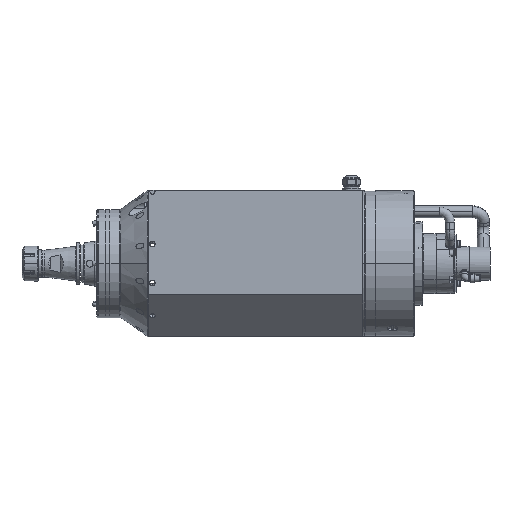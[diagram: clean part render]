
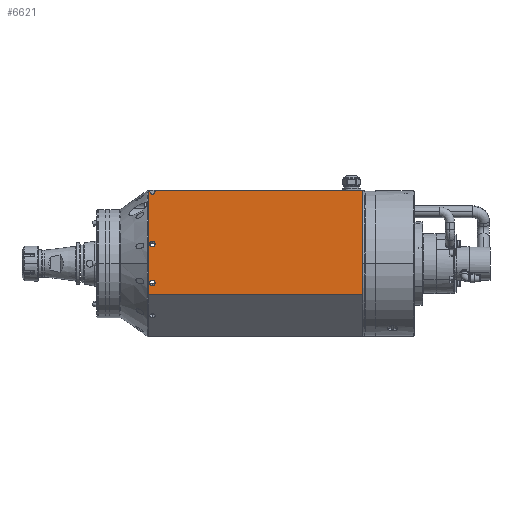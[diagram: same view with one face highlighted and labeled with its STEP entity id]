
A CAD part, top view. The second image highlights one B-rep face of the part: STEP entity #6621.
In plain terms, the highlighted planar face has unit normal (0, 0, 1).
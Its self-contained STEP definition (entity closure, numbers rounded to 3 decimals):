
#2184 = VERTEX_POINT ( 'NONE', #33622 ) ;
#2493 = VECTOR ( 'NONE', #28834, 1000. ) ;
#2786 = LINE ( 'NONE', #31016, #30207 ) ;
#2966 = CARTESIAN_POINT ( 'NONE',  ( -527.985, -45., 105. ) ) ;
#3305 = CARTESIAN_POINT ( 'NONE',  ( -527.985, 105., 105. ) ) ;
#3410 = DIRECTION ( 'NONE',  ( 1., 0., 0. ) ) ;
#3844 = FACE_BOUND ( 'NONE', #47977, .T. ) ;
#3915 = DIRECTION ( 'NONE',  ( 1., 0., 0. ) ) ;
#6352 = LINE ( 'NONE', #2966, #44759 ) ;
#6479 = ORIENTED_EDGE ( 'NONE', *, *, #47474, .T. ) ;
#6621 = ADVANCED_FACE ( 'NONE', ( #17256, #3844, #12541 ), #39693, .T. ) ;
#6749 = CARTESIAN_POINT ( 'NONE',  ( 79., 105., 105. ) ) ;
#6754 = VERTEX_POINT ( 'NONE', #31758 ) ;
#7528 = ORIENTED_EDGE ( 'NONE', *, *, #43221, .T. ) ;
#7719 = LINE ( 'NONE', #24886, #15301 ) ;
#8138 = CARTESIAN_POINT ( 'NONE',  ( 83., -23.994, 105. ) ) ;
#8957 = ORIENTED_EDGE ( 'NONE', *, *, #46878, .T. ) ;
#9290 = VECTOR ( 'NONE', #31695, 1000. ) ;
#9994 = DIRECTION ( 'NONE',  ( 0., -1., 0. ) ) ;
#10791 = AXIS2_PLACEMENT_3D ( 'NONE', #41284, #39113, #38989 ) ;
#10974 = ORIENTED_EDGE ( 'NONE', *, *, #44523, .T. ) ;
#11021 = CARTESIAN_POINT ( 'NONE',  ( 83., 23.994, 105. ) ) ;
#11103 = ORIENTED_EDGE ( 'NONE', *, *, #27512, .F. ) ;
#11361 = CARTESIAN_POINT ( 'NONE',  ( -527.985, 105., 105. ) ) ;
#11723 = CARTESIAN_POINT ( 'NONE',  ( 83., -23.994, 105. ) ) ;
#12417 = EDGE_CURVE ( 'NONE', #44084, #43514, #43932, .T. ) ;
#12541 = FACE_OUTER_BOUND ( 'NONE', #43304, .T. ) ;
#12881 = ORIENTED_EDGE ( 'NONE', *, *, #24933, .T. ) ;
#13348 = CARTESIAN_POINT ( 'NONE',  ( 77., 0., 105. ) ) ;
#13439 = CARTESIAN_POINT ( 'NONE',  ( 79., 105., 105. ) ) ;
#14042 = VERTEX_POINT ( 'NONE', #13348 ) ;
#14119 = ORIENTED_EDGE ( 'NONE', *, *, #12417, .F. ) ;
#14800 = CARTESIAN_POINT ( 'NONE',  ( 75., 23.994, 105. ) ) ;
#15301 = VECTOR ( 'NONE', #9994, 1000. ) ;
#15708 =( BOUNDED_CURVE ( )  B_SPLINE_CURVE ( 3, ( #11021, #14800, #44535, #22288 ),
 .UNSPECIFIED., .F., .F. ) 
 B_SPLINE_CURVE_WITH_KNOTS ( ( 4, 4 ),
 ( 0., 3.142 ),
 .UNSPECIFIED. ) 
 CURVE ( )  GEOMETRIC_REPRESENTATION_ITEM ( )  RATIONAL_B_SPLINE_CURVE ( ( 1., 0.333, 0.333, 1. ) ) 
 REPRESENTATION_ITEM ( '' )  );
#16156 = VECTOR ( 'NONE', #3915, 1000. ) ;
#16172 = ORIENTED_EDGE ( 'NONE', *, *, #29656, .T. ) ;
#16352 = CARTESIAN_POINT ( 'NONE',  ( 83., -32.276, 105. ) ) ;
#17256 = FACE_BOUND ( 'NONE', #43928, .T. ) ;
#17318 = LINE ( 'NONE', #11361, #16156 ) ;
#17803 = ORIENTED_EDGE ( 'NONE', *, *, #18657, .T. ) ;
#17862 = CARTESIAN_POINT ( 'NONE',  ( 87., 105., 105. ) ) ;
#17963 = CARTESIAN_POINT ( 'NONE',  ( 77., 105., 105. ) ) ;
#18543 = CARTESIAN_POINT ( 'NONE',  ( 83., 32.276, 105. ) ) ;
#18657 = EDGE_CURVE ( 'NONE', #14042, #2184, #2786, .T. ) ;
#18698 = CARTESIAN_POINT ( 'NONE',  ( 91., 23.994, 105. ) ) ;
#18865 = ORIENTED_EDGE ( 'NONE', *, *, #25846, .T. ) ;
#19186 = CARTESIAN_POINT ( 'NONE',  ( 75., -32.276, 105. ) ) ;
#21161 = ORIENTED_EDGE ( 'NONE', *, *, #42412, .F. ) ;
#21453 = VERTEX_POINT ( 'NONE', #25456 ) ;
#22288 = CARTESIAN_POINT ( 'NONE',  ( 83., 32.276, 105. ) ) ;
#22527 = ORIENTED_EDGE ( 'NONE', *, *, #45238, .F. ) ;
#24310 =( BOUNDED_CURVE ( )  B_SPLINE_CURVE ( 3, ( #38499, #27458, #38662, #16352 ),
 .UNSPECIFIED., .F., .T. ) 
 B_SPLINE_CURVE_WITH_KNOTS ( ( 4, 4 ),
 ( 0., 3.142 ),
 .UNSPECIFIED. ) 
 CURVE ( )  GEOMETRIC_REPRESENTATION_ITEM ( )  RATIONAL_B_SPLINE_CURVE ( ( 1., 0.333, 0.333, 1. ) ) 
 REPRESENTATION_ITEM ( '' )  );
#24590 = CARTESIAN_POINT ( 'NONE',  ( 83., 23.994, 105. ) ) ;
#24886 = CARTESIAN_POINT ( 'NONE',  ( 77., 105., 105. ) ) ;
#24933 = EDGE_CURVE ( 'NONE', #47844, #43514, #33084, .T. ) ;
#25456 = CARTESIAN_POINT ( 'NONE',  ( 384.95, -45., 105. ) ) ;
#25771 =( BOUNDED_CURVE ( )  B_SPLINE_CURVE ( 3, ( #18543, #33368, #18698, #44712 ),
 .UNSPECIFIED., .F., .T. ) 
 B_SPLINE_CURVE_WITH_KNOTS ( ( 4, 4 ),
 ( 3.142, 6.283 ),
 .UNSPECIFIED. ) 
 CURVE ( )  GEOMETRIC_REPRESENTATION_ITEM ( )  RATIONAL_B_SPLINE_CURVE ( ( 1., 0.333, 0.333, 1. ) ) 
 REPRESENTATION_ITEM ( '' )  );
#25782 = VERTEX_POINT ( 'NONE', #36180 ) ;
#25846 = EDGE_CURVE ( 'NONE', #2184, #21453, #6352, .T. ) ;
#26275 = VERTEX_POINT ( 'NONE', #24590 ) ;
#27458 = CARTESIAN_POINT ( 'NONE',  ( 91., -23.994, 105. ) ) ;
#27512 = EDGE_CURVE ( 'NONE', #47844, #25782, #17318, .T. ) ;
#27524 = VERTEX_POINT ( 'NONE', #41191 ) ;
#27955 = VERTEX_POINT ( 'NONE', #37406 ) ;
#27982 = CARTESIAN_POINT ( 'NONE',  ( 384.95, 105., 105. ) ) ;
#28575 = VERTEX_POINT ( 'NONE', #11723 ) ;
#28834 = DIRECTION ( 'NONE',  ( 0., -1., 0. ) ) ;
#29144 = CARTESIAN_POINT ( 'NONE',  ( 79., 93.686, 105. ) ) ;
#29163 = LINE ( 'NONE', #27982, #9290 ) ;
#29656 = EDGE_CURVE ( 'NONE', #44084, #14042, #7719, .T. ) ;
#30207 = VECTOR ( 'NONE', #31721, 1000. ) ;
#30500 = CARTESIAN_POINT ( 'NONE',  ( 75., -23.994, 105. ) ) ;
#30895 =( BOUNDED_CURVE ( )  B_SPLINE_CURVE ( 3, ( #37797, #19186, #30500, #8138 ),
 .UNSPECIFIED., .F., .F. ) 
 B_SPLINE_CURVE_WITH_KNOTS ( ( 4, 4 ),
 ( 3.142, 6.283 ),
 .UNSPECIFIED. ) 
 CURVE ( )  GEOMETRIC_REPRESENTATION_ITEM ( )  RATIONAL_B_SPLINE_CURVE ( ( 1., 0.333, 0.333, 1. ) ) 
 REPRESENTATION_ITEM ( '' )  );
#31016 = CARTESIAN_POINT ( 'NONE',  ( 77., 105., 105. ) ) ;
#31695 = DIRECTION ( 'NONE',  ( 0., -1., 0. ) ) ;
#31721 = DIRECTION ( 'NONE',  ( 0., -1., 0. ) ) ;
#31758 = CARTESIAN_POINT ( 'NONE',  ( 384.95, 0., 105. ) ) ;
#32679 = CARTESIAN_POINT ( 'NONE',  ( 87., 93.686, 105. ) ) ;
#33084 =( BOUNDED_CURVE ( )  B_SPLINE_CURVE ( 3, ( #17862, #32679, #29144, #6749 ),
 .UNSPECIFIED., .F., .T. ) 
 B_SPLINE_CURVE_WITH_KNOTS ( ( 4, 4 ),
 ( 4.712, 7.854 ),
 .UNSPECIFIED. ) 
 CURVE ( )  GEOMETRIC_REPRESENTATION_ITEM ( )  RATIONAL_B_SPLINE_CURVE ( ( 1., 0.333, 0.333, 1. ) ) 
 REPRESENTATION_ITEM ( '' )  );
#33368 = CARTESIAN_POINT ( 'NONE',  ( 91., 32.276, 105. ) ) ;
#33622 = CARTESIAN_POINT ( 'NONE',  ( 77., -45., 105. ) ) ;
#34051 = VECTOR ( 'NONE', #3410, 1000. ) ;
#36180 = CARTESIAN_POINT ( 'NONE',  ( 384.95, 105., 105. ) ) ;
#36243 = CARTESIAN_POINT ( 'NONE',  ( 384.95, 105., 105. ) ) ;
#36516 = DIRECTION ( 'NONE',  ( 1., 0., 0. ) ) ;
#37406 = CARTESIAN_POINT ( 'NONE',  ( 83., -32.276, 105. ) ) ;
#37797 = CARTESIAN_POINT ( 'NONE',  ( 83., -32.276, 105. ) ) ;
#38499 = CARTESIAN_POINT ( 'NONE',  ( 83., -23.994, 105. ) ) ;
#38662 = CARTESIAN_POINT ( 'NONE',  ( 91., -32.276, 105. ) ) ;
#38989 = DIRECTION ( 'NONE',  ( 0., -1., 0. ) ) ;
#39113 = DIRECTION ( 'NONE',  ( 0., 0., 1. ) ) ;
#39690 = CARTESIAN_POINT ( 'NONE',  ( 87., 105., 105. ) ) ;
#39693 = PLANE ( 'NONE',  #10791 ) ;
#41191 = CARTESIAN_POINT ( 'NONE',  ( 83., 32.276, 105. ) ) ;
#41284 = CARTESIAN_POINT ( 'NONE',  ( -527.985, 105., 105. ) ) ;
#42110 = LINE ( 'NONE', #36243, #2493 ) ;
#42412 = EDGE_CURVE ( 'NONE', #6754, #21453, #29163, .T. ) ;
#43221 = EDGE_CURVE ( 'NONE', #26275, #27524, #15708, .T. ) ;
#43304 = EDGE_LOOP ( 'NONE', ( #11103, #12881, #14119, #16172, #17803, #18865, #21161, #22527 ) ) ;
#43514 = VERTEX_POINT ( 'NONE', #13439 ) ;
#43928 = EDGE_LOOP ( 'NONE', ( #6479, #7528 ) ) ;
#43932 = LINE ( 'NONE', #3305, #34051 ) ;
#44084 = VERTEX_POINT ( 'NONE', #17963 ) ;
#44523 = EDGE_CURVE ( 'NONE', #27955, #28575, #30895, .T. ) ;
#44535 = CARTESIAN_POINT ( 'NONE',  ( 75., 32.276, 105. ) ) ;
#44712 = CARTESIAN_POINT ( 'NONE',  ( 83., 23.994, 105. ) ) ;
#44759 = VECTOR ( 'NONE', #36516, 1000. ) ;
#45238 = EDGE_CURVE ( 'NONE', #25782, #6754, #42110, .T. ) ;
#46878 = EDGE_CURVE ( 'NONE', #28575, #27955, #24310, .T. ) ;
#47474 = EDGE_CURVE ( 'NONE', #27524, #26275, #25771, .T. ) ;
#47844 = VERTEX_POINT ( 'NONE', #39690 ) ;
#47977 = EDGE_LOOP ( 'NONE', ( #8957, #10974 ) ) ;
